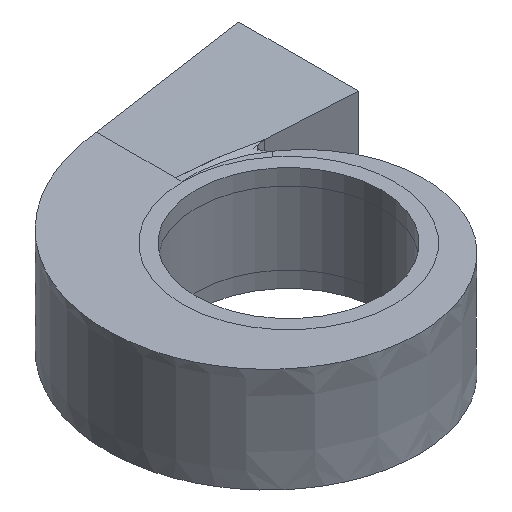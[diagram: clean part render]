
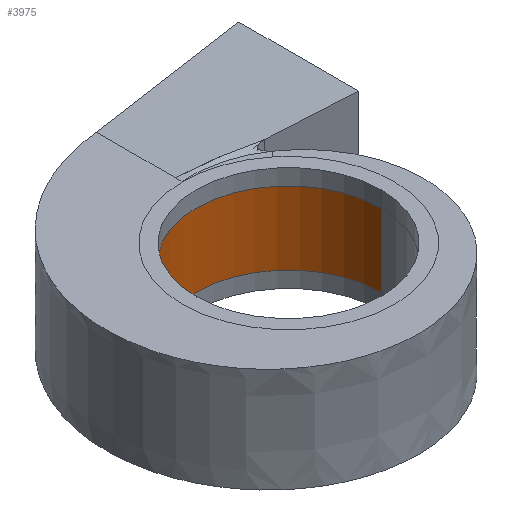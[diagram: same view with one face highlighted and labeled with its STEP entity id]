
A CAD part, isometric view. The second image highlights one B-rep face of the part: STEP entity #3975.
In plain terms, the highlighted cylindrical face has radius 62.719 mm (diameter 125.438 mm), a partial arc.
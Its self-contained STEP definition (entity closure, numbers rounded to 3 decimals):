
#3093 = VERTEX_POINT('',#3094);
#3094 = CARTESIAN_POINT('',(-62.719,0.,1.729));
#3095 = VERTEX_POINT('',#3096);
#3096 = CARTESIAN_POINT('',(62.719,0.,1.729));
#3125 = EDGE_CURVE('',#3095,#3093,#3126,.T.);
#3126 = CIRCLE('',#3127,62.719);
#3127 = AXIS2_PLACEMENT_3D('',#3128,#3129,#3130);
#3128 = CARTESIAN_POINT('',(0.,0.,1.729));
#3129 = DIRECTION('',(0.,0.,1.));
#3130 = DIRECTION('',(1.,0.,-0.));
#3949 = VERTEX_POINT('',#3950);
#3950 = CARTESIAN_POINT('',(-62.719,0.,
    51.163));
#3951 = VERTEX_POINT('',#3952);
#3952 = CARTESIAN_POINT('',(62.719,0.,51.163));
#3959 = EDGE_CURVE('',#3951,#3095,#3960,.T.);
#3960 = LINE('',#3961,#3962);
#3961 = CARTESIAN_POINT('',(62.719,0.,51.163));
#3962 = VECTOR('',#3963,1.);
#3963 = DIRECTION('',(0.,0.,-1.));
#3966 = EDGE_CURVE('',#3949,#3093,#3967,.T.);
#3967 = B_SPLINE_CURVE_WITH_KNOTS('',1,(#3968,#3969),.UNSPECIFIED.,.F.,
  .F.,(2,2),(0.,49.434),.PIECEWISE_BEZIER_KNOTS.);
#3968 = CARTESIAN_POINT('',(-62.719,0.,
    51.163));
#3969 = CARTESIAN_POINT('',(-62.719,0.,1.729));
#3975 = ADVANCED_FACE('Inflow',(#3976),#3988,.F.);
#3976 = FACE_BOUND('',#3977,.T.);
#3977 = EDGE_LOOP('',(#3978,#3979,#3980,#3987));
#3978 = ORIENTED_EDGE('',*,*,#3125,.F.);
#3979 = ORIENTED_EDGE('',*,*,#3959,.F.);
#3980 = ORIENTED_EDGE('',*,*,#3981,.T.);
#3981 = EDGE_CURVE('',#3951,#3949,#3982,.T.);
#3982 = CIRCLE('',#3983,62.719);
#3983 = AXIS2_PLACEMENT_3D('',#3984,#3985,#3986);
#3984 = CARTESIAN_POINT('',(0.,0.,51.163));
#3985 = DIRECTION('',(0.,0.,1.));
#3986 = DIRECTION('',(1.,0.,-0.));
#3987 = ORIENTED_EDGE('',*,*,#3966,.T.);
#3988 = CYLINDRICAL_SURFACE('',#3989,62.719);
#3989 = AXIS2_PLACEMENT_3D('',#3990,#3991,#3992);
#3990 = CARTESIAN_POINT('',(0.,0.,51.163));
#3991 = DIRECTION('',(-0.,-0.,-1.));
#3992 = DIRECTION('',(1.,0.,0.));
